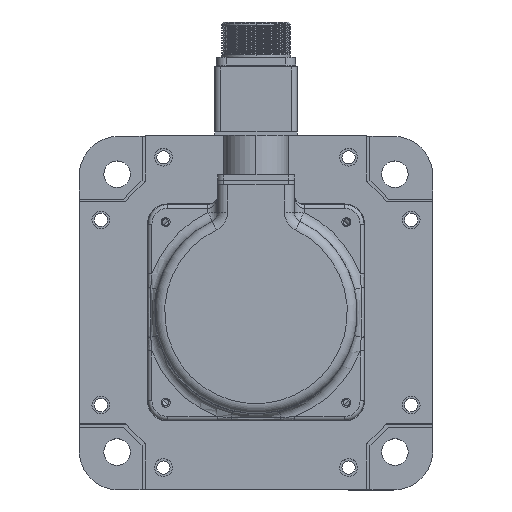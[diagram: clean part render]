
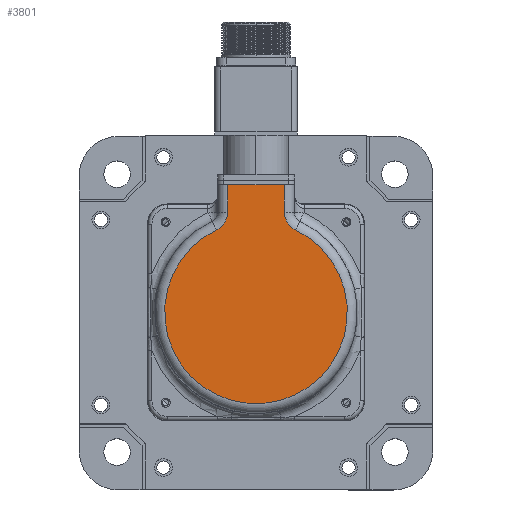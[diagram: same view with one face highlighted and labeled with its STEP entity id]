
A CAD part, top view. The second image highlights one B-rep face of the part: STEP entity #3801.
In plain terms, the highlighted planar face has unit normal (0, 0, 1).
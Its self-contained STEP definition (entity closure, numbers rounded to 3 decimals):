
#407 = CARTESIAN_POINT ( 'NONE',  ( -14.5, 47.666, 375.806 ) ) ;
#612 = PLANE ( 'NONE',  #6383 ) ;
#772 = LINE ( 'NONE', #3736, #12314 ) ;
#2628 = CARTESIAN_POINT ( 'NONE',  ( 0., 0., 375.806 ) ) ;
#2741 = DIRECTION ( 'NONE',  ( 0., 0., 1. ) ) ;
#2898 = CIRCLE ( 'NONE', #31050, 10. ) ;
#2943 = ORIENTED_EDGE ( 'NONE', *, *, #21036, .F. ) ;
#3060 = DIRECTION ( 'NONE',  ( 0., 1., 0. ) ) ;
#3312 = DIRECTION ( 'NONE',  ( 0., 0., 1. ) ) ;
#3736 = CARTESIAN_POINT ( 'NONE',  ( 14.5, 0., 375.806 ) ) ;
#3801 = ADVANCED_FACE ( 'NONE', ( #18883 ), #612, .T. ) ;
#4529 = CARTESIAN_POINT ( 'NONE',  ( 0., 65., 375.806 ) ) ;
#4620 = DIRECTION ( 'NONE',  ( 0., -1., 0. ) ) ;
#4819 = DIRECTION ( 'NONE',  ( 0., 0., 1. ) ) ;
#5017 = CIRCLE ( 'NONE', #15393, 46.5 ) ;
#5610 = CARTESIAN_POINT ( 'NONE',  ( -24.5, 50.912, 375.806 ) ) ;
#5909 = DIRECTION ( 'NONE',  ( 0., 1., 0. ) ) ;
#6383 = AXIS2_PLACEMENT_3D ( 'NONE', #2628, #2741, #3060 ) ;
#6537 = EDGE_LOOP ( 'NONE', ( #2943, #28470, #6848, #29616, #20257, #20101 ) ) ;
#6848 = ORIENTED_EDGE ( 'NONE', *, *, #23550, .F. ) ;
#8167 = CARTESIAN_POINT ( 'NONE',  ( 14.5, 50.912, 375.806 ) ) ;
#8329 = EDGE_CURVE ( 'NONE', #20867, #19072, #772, .T. ) ;
#9844 = VERTEX_POINT ( 'NONE', #19472 ) ;
#10260 = DIRECTION ( 'NONE',  ( 0., 0., 1. ) ) ;
#10462 = DIRECTION ( 'NONE',  ( 0., 1., 0. ) ) ;
#10560 = AXIS2_PLACEMENT_3D ( 'NONE', #20589, #3312, #5909 ) ;
#10859 = DIRECTION ( 'NONE',  ( 0., 1., 0. ) ) ;
#11722 = CARTESIAN_POINT ( 'NONE',  ( -20.164, 41.901, 375.806 ) ) ;
#12314 = VECTOR ( 'NONE', #10859, 1000. ) ;
#12451 = CARTESIAN_POINT ( 'NONE',  ( 14.5, 65., 375.806 ) ) ;
#12567 = DIRECTION ( 'NONE',  ( 0., 1., 0. ) ) ;
#14581 = CARTESIAN_POINT ( 'NONE',  ( 0., 0., 375.806 ) ) ;
#14680 = VECTOR ( 'NONE', #26699, 1000. ) ;
#15393 = AXIS2_PLACEMENT_3D ( 'NONE', #14581, #4819, #12567 ) ;
#16649 = LINE ( 'NONE', #407, #28860 ) ;
#18883 = FACE_OUTER_BOUND ( 'NONE', #6537, .T. ) ;
#19072 = VERTEX_POINT ( 'NONE', #12451 ) ;
#19472 = CARTESIAN_POINT ( 'NONE',  ( -14.5, 50.912, 375.806 ) ) ;
#20101 = ORIENTED_EDGE ( 'NONE', *, *, #25139, .T. ) ;
#20257 = ORIENTED_EDGE ( 'NONE', *, *, #21442, .F. ) ;
#20589 = CARTESIAN_POINT ( 'NONE',  ( 24.5, 50.912, 375.806 ) ) ;
#20801 = VERTEX_POINT ( 'NONE', #21846 ) ;
#20867 = VERTEX_POINT ( 'NONE', #8167 ) ;
#21036 = EDGE_CURVE ( 'NONE', #20867, #26475, #21346, .T. ) ;
#21194 = LINE ( 'NONE', #4529, #14680 ) ;
#21346 = CIRCLE ( 'NONE', #10560, 10. ) ;
#21442 = EDGE_CURVE ( 'NONE', #21912, #9844, #2898, .T. ) ;
#21846 = CARTESIAN_POINT ( 'NONE',  ( -14.5, 65., 375.806 ) ) ;
#21912 = VERTEX_POINT ( 'NONE', #11722 ) ;
#23307 = EDGE_CURVE ( 'NONE', #20801, #9844, #16649, .T. ) ;
#23550 = EDGE_CURVE ( 'NONE', #20801, #19072, #21194, .T. ) ;
#25139 = EDGE_CURVE ( 'NONE', #21912, #26475, #5017, .T. ) ;
#26475 = VERTEX_POINT ( 'NONE', #28147 ) ;
#26699 = DIRECTION ( 'NONE',  ( 1., 0., 0. ) ) ;
#28147 = CARTESIAN_POINT ( 'NONE',  ( 20.164, 41.901, 375.806 ) ) ;
#28470 = ORIENTED_EDGE ( 'NONE', *, *, #8329, .T. ) ;
#28860 = VECTOR ( 'NONE', #4620, 1000. ) ;
#29616 = ORIENTED_EDGE ( 'NONE', *, *, #23307, .T. ) ;
#31050 = AXIS2_PLACEMENT_3D ( 'NONE', #5610, #10260, #10462 ) ;
